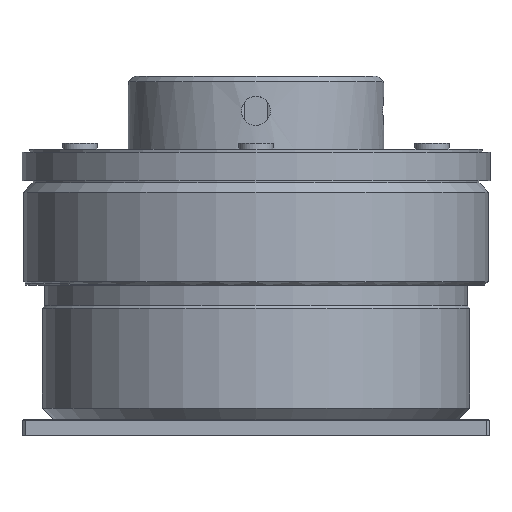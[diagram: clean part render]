
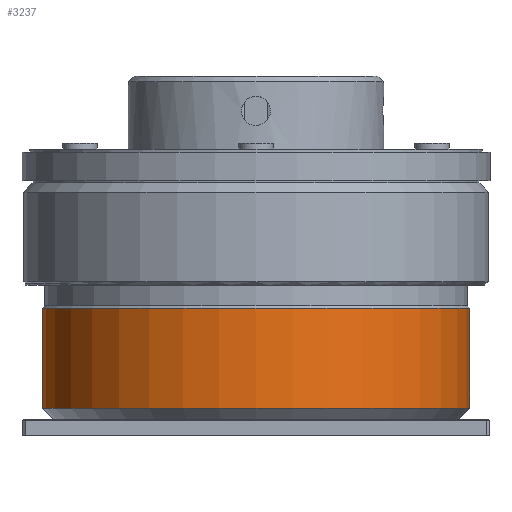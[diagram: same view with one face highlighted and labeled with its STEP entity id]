
A CAD part, front view. The second image highlights one B-rep face of the part: STEP entity #3237.
In plain terms, the highlighted cylindrical face has radius 18.4 mm (diameter 36.8 mm), a partial arc.
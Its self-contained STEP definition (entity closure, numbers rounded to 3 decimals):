
#161 = VECTOR ( 'NONE', #508, 1000. ) ;
#210 = CARTESIAN_POINT ( 'NONE',  ( 18.4, 0., -69.843 ) ) ;
#326 = VERTEX_POINT ( 'NONE', #4762 ) ;
#447 = CARTESIAN_POINT ( 'NONE',  ( 0., 0., -16.8 ) ) ;
#468 = AXIS2_PLACEMENT_3D ( 'NONE', #447, #3086, #815 ) ;
#508 = DIRECTION ( 'NONE',  ( 0., 0., 1. ) ) ;
#548 = CARTESIAN_POINT ( 'NONE',  ( 0., 0., -8.2 ) ) ;
#578 = DIRECTION ( 'NONE',  ( 0., 0., 1. ) ) ;
#600 = ORIENTED_EDGE ( 'NONE', *, *, #4550, .T. ) ;
#815 = DIRECTION ( 'NONE',  ( 1., 0., 0. ) ) ;
#1075 = LINE ( 'NONE', #3903, #161 ) ;
#1457 = CARTESIAN_POINT ( 'NONE',  ( -18.4, 0., -16.8 ) ) ;
#1881 = AXIS2_PLACEMENT_3D ( 'NONE', #4382, #3651, #2146 ) ;
#1944 = AXIS2_PLACEMENT_3D ( 'NONE', #548, #3136, #4639 ) ;
#2081 = CYLINDRICAL_SURFACE ( 'NONE', #1881, 18.4 ) ;
#2146 = DIRECTION ( 'NONE',  ( 1., 0., 0. ) ) ;
#2270 = FACE_OUTER_BOUND ( 'NONE', #4577, .T. ) ;
#2760 = VERTEX_POINT ( 'NONE', #3938 ) ;
#2870 = ORIENTED_EDGE ( 'NONE', *, *, #3708, .T. ) ;
#2893 = LINE ( 'NONE', #210, #4897 ) ;
#2918 = VERTEX_POINT ( 'NONE', #1457 ) ;
#2961 = CARTESIAN_POINT ( 'NONE',  ( -18.4, 0., -8.2 ) ) ;
#3079 = CIRCLE ( 'NONE', #1944, 18.4 ) ;
#3086 = DIRECTION ( 'NONE',  ( 0., 0., 1. ) ) ;
#3136 = DIRECTION ( 'NONE',  ( 0., 0., -1. ) ) ;
#3237 = ADVANCED_FACE ( 'NONE', ( #2270 ), #2081, .T. ) ;
#3446 = VERTEX_POINT ( 'NONE', #2961 ) ;
#3542 = ORIENTED_EDGE ( 'NONE', *, *, #4748, .T. ) ;
#3651 = DIRECTION ( 'NONE',  ( 0., 0., 1. ) ) ;
#3708 = EDGE_CURVE ( 'NONE', #2760, #3446, #3079, .T. ) ;
#3903 = CARTESIAN_POINT ( 'NONE',  ( -18.4, 0., -69.843 ) ) ;
#3938 = CARTESIAN_POINT ( 'NONE',  ( 18.4, 0., -8.2 ) ) ;
#4324 = ORIENTED_EDGE ( 'NONE', *, *, #4648, .F. ) ;
#4382 = CARTESIAN_POINT ( 'NONE',  ( 0., 0., -69.843 ) ) ;
#4398 = CIRCLE ( 'NONE', #468, 18.4 ) ;
#4550 = EDGE_CURVE ( 'NONE', #2918, #326, #4398, .T. ) ;
#4577 = EDGE_LOOP ( 'NONE', ( #4324, #600, #3542, #2870 ) ) ;
#4639 = DIRECTION ( 'NONE',  ( -1., 0., 0. ) ) ;
#4648 = EDGE_CURVE ( 'NONE', #2918, #3446, #1075, .T. ) ;
#4748 = EDGE_CURVE ( 'NONE', #326, #2760, #2893, .T. ) ;
#4762 = CARTESIAN_POINT ( 'NONE',  ( 18.4, 0., -16.8 ) ) ;
#4897 = VECTOR ( 'NONE', #578, 1000. ) ;
